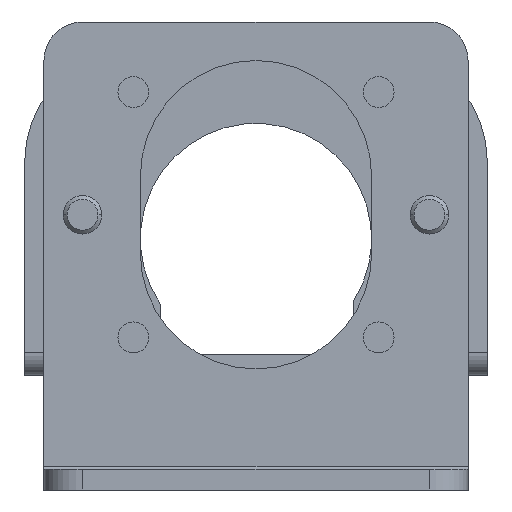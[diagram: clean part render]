
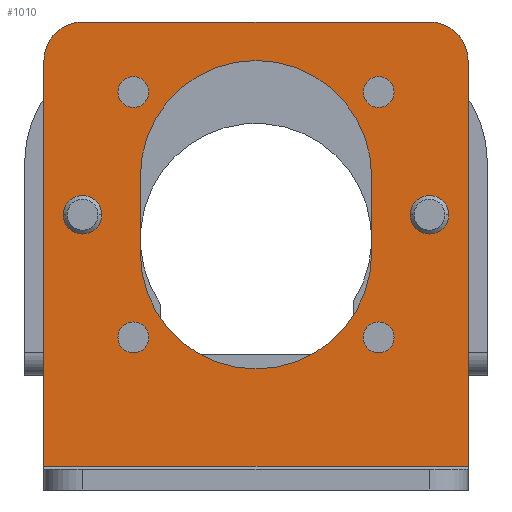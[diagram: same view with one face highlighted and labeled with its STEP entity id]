
A CAD part, front view. The second image highlights one B-rep face of the part: STEP entity #1010.
In plain terms, the highlighted planar face has unit normal (0, -1, 0).
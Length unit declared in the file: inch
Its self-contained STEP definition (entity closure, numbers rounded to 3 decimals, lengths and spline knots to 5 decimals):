
#5=DIRECTION('',(0.,0.,-1.));
#6=VECTOR('',#5,2.63);
#7=CARTESIAN_POINT('',(-1.375,-0.135,2.785));
#8=LINE('',#7,#6);
#117=DIRECTION('',(0.,0.,-1.));
#118=VECTOR('',#117,0.5);
#119=CARTESIAN_POINT('',(0.75,-0.135,2.035));
#120=LINE('',#119,#118);
#121=CARTESIAN_POINT('',(0.,-0.135,2.035));
#122=DIRECTION('',(0.,1.,0.));
#123=DIRECTION('',(-1.,0.,0.));
#124=AXIS2_PLACEMENT_3D('',#121,#122,#123);
#126=DIRECTION('',(0.,0.,1.));
#127=VECTOR('',#126,0.5);
#128=CARTESIAN_POINT('',(-0.75,-0.135,1.535));
#129=LINE('',#128,#127);
#130=CARTESIAN_POINT('',(0.,-0.135,1.535));
#131=DIRECTION('',(0.,1.,0.));
#132=DIRECTION('',(1.,0.,0.));
#133=AXIS2_PLACEMENT_3D('',#130,#131,#132);
#135=CARTESIAN_POINT('',(-1.125,-0.135,1.785));
#136=DIRECTION('',(0.,1.,0.));
#137=DIRECTION('',(-1.,0.,0.));
#138=AXIS2_PLACEMENT_3D('',#135,#136,#137);
#140=CARTESIAN_POINT('',(-1.125,-0.135,1.785));
#141=DIRECTION('',(0.,1.,0.));
#142=DIRECTION('',(1.,0.,0.));
#143=AXIS2_PLACEMENT_3D('',#140,#141,#142);
#145=CARTESIAN_POINT('',(1.125,-0.135,1.785));
#146=DIRECTION('',(0.,1.,0.));
#147=DIRECTION('',(-1.,0.,0.));
#148=AXIS2_PLACEMENT_3D('',#145,#146,#147);
#150=CARTESIAN_POINT('',(1.125,-0.135,1.785));
#151=DIRECTION('',(0.,1.,0.));
#152=DIRECTION('',(1.,0.,0.));
#153=AXIS2_PLACEMENT_3D('',#150,#151,#152);
#155=CARTESIAN_POINT('',(0.7955,-0.135,2.5805));
#156=DIRECTION('',(0.,1.,0.));
#157=DIRECTION('',(-1.,0.,0.));
#158=AXIS2_PLACEMENT_3D('',#155,#156,#157);
#160=CARTESIAN_POINT('',(0.7955,-0.135,2.5805));
#161=DIRECTION('',(0.,1.,0.));
#162=DIRECTION('',(1.,0.,0.));
#163=AXIS2_PLACEMENT_3D('',#160,#161,#162);
#165=CARTESIAN_POINT('',(-0.7955,-0.135,2.5805));
#166=DIRECTION('',(0.,1.,0.));
#167=DIRECTION('',(-1.,0.,0.));
#168=AXIS2_PLACEMENT_3D('',#165,#166,#167);
#170=CARTESIAN_POINT('',(-0.7955,-0.135,2.5805));
#171=DIRECTION('',(0.,1.,0.));
#172=DIRECTION('',(1.,0.,0.));
#173=AXIS2_PLACEMENT_3D('',#170,#171,#172);
#175=CARTESIAN_POINT('',(-0.7955,-0.135,0.9895));
#176=DIRECTION('',(0.,1.,0.));
#177=DIRECTION('',(-1.,0.,0.));
#178=AXIS2_PLACEMENT_3D('',#175,#176,#177);
#180=CARTESIAN_POINT('',(-0.7955,-0.135,0.9895));
#181=DIRECTION('',(0.,1.,0.));
#182=DIRECTION('',(1.,0.,0.));
#183=AXIS2_PLACEMENT_3D('',#180,#181,#182);
#185=CARTESIAN_POINT('',(0.7955,-0.135,0.9895));
#186=DIRECTION('',(0.,1.,0.));
#187=DIRECTION('',(-1.,0.,0.));
#188=AXIS2_PLACEMENT_3D('',#185,#186,#187);
#190=CARTESIAN_POINT('',(0.7955,-0.135,0.9895));
#191=DIRECTION('',(0.,1.,0.));
#192=DIRECTION('',(1.,0.,0.));
#193=AXIS2_PLACEMENT_3D('',#190,#191,#192);
#195=DIRECTION('',(1.,0.,0.));
#196=VECTOR('',#195,2.25);
#197=CARTESIAN_POINT('',(-1.125,-0.135,3.035));
#198=LINE('',#197,#196);
#268=DIRECTION('',(1.,0.,0.));
#269=VECTOR('',#268,2.75);
#270=CARTESIAN_POINT('',(-1.375,-0.135,0.155));
#271=LINE('',#270,#269);
#589=DIRECTION('',(0.,0.,-1.));
#590=VECTOR('',#589,2.63);
#591=CARTESIAN_POINT('',(1.375,-0.135,2.785));
#592=LINE('',#591,#590);
#601=CARTESIAN_POINT('',(1.125,-0.135,2.785));
#602=DIRECTION('',(0.,-1.,0.));
#603=DIRECTION('',(1.,0.,0.));
#604=AXIS2_PLACEMENT_3D('',#601,#602,#603);
#632=CARTESIAN_POINT('',(-1.125,-0.135,2.785));
#633=DIRECTION('',(0.,-1.,0.));
#634=DIRECTION('',(0.,0.,1.));
#635=AXIS2_PLACEMENT_3D('',#632,#633,#634);
#637=CARTESIAN_POINT('',(0.75,-0.135,2.035));
#638=CARTESIAN_POINT('',(0.75,-0.135,1.535));
#639=VERTEX_POINT('',#637);
#640=VERTEX_POINT('',#638);
#641=CARTESIAN_POINT('',(-0.75,-0.135,1.535));
#642=VERTEX_POINT('',#641);
#643=CARTESIAN_POINT('',(-0.75,-0.135,2.035));
#644=VERTEX_POINT('',#643);
#734=CARTESIAN_POINT('',(1.375,-0.135,2.785));
#736=VERTEX_POINT('',#734);
#737=CARTESIAN_POINT('',(1.125,-0.135,3.035));
#738=VERTEX_POINT('',#737);
#741=CARTESIAN_POINT('',(-1.375,-0.135,2.785));
#743=VERTEX_POINT('',#741);
#747=CARTESIAN_POINT('',(-1.125,-0.135,3.035));
#748=VERTEX_POINT('',#747);
#769=CARTESIAN_POINT('',(-1.375,-0.135,0.155));
#770=CARTESIAN_POINT('',(1.375,-0.135,0.155));
#771=VERTEX_POINT('',#769);
#772=VERTEX_POINT('',#770);
#781=CARTESIAN_POINT('',(-1.225,-0.135,1.785));
#782=CARTESIAN_POINT('',(-1.025,-0.135,1.785));
#783=VERTEX_POINT('',#781);
#784=VERTEX_POINT('',#782);
#785=CARTESIAN_POINT('',(1.025,-0.135,1.785));
#786=CARTESIAN_POINT('',(1.225,-0.135,1.785));
#787=VERTEX_POINT('',#785);
#788=VERTEX_POINT('',#786);
#789=CARTESIAN_POINT('',(0.6955,-0.135,2.5805));
#790=CARTESIAN_POINT('',(0.8955,-0.135,2.5805));
#791=VERTEX_POINT('',#789);
#792=VERTEX_POINT('',#790);
#793=CARTESIAN_POINT('',(-0.8955,-0.135,2.5805));
#794=CARTESIAN_POINT('',(-0.6955,-0.135,2.5805));
#795=VERTEX_POINT('',#793);
#796=VERTEX_POINT('',#794);
#797=CARTESIAN_POINT('',(-0.8955,-0.135,0.9895));
#798=CARTESIAN_POINT('',(-0.6955,-0.135,0.9895));
#799=VERTEX_POINT('',#797);
#800=VERTEX_POINT('',#798);
#801=CARTESIAN_POINT('',(0.6955,-0.135,0.9895));
#802=CARTESIAN_POINT('',(0.8955,-0.135,0.9895));
#803=VERTEX_POINT('',#801);
#804=VERTEX_POINT('',#802);
#947=CARTESIAN_POINT('',(-1.375,-0.135,3.035));
#948=DIRECTION('',(0.,-1.,0.));
#949=DIRECTION('',(0.,0.,-1.));
#950=AXIS2_PLACEMENT_3D('',#947,#948,#949);
#951=PLANE('',#950);
#953=ORIENTED_EDGE('',*,*,#952,.F.);
#954=ORIENTED_EDGE('',*,*,#840,.F.);
#956=ORIENTED_EDGE('',*,*,#955,.F.);
#958=ORIENTED_EDGE('',*,*,#957,.T.);
#960=ORIENTED_EDGE('',*,*,#959,.F.);
#962=ORIENTED_EDGE('',*,*,#961,.T.);
#963=EDGE_LOOP('',(#953,#954,#956,#958,#960,#962));
#964=FACE_OUTER_BOUND('',#963,.F.);
#966=ORIENTED_EDGE('',*,*,#965,.F.);
#968=ORIENTED_EDGE('',*,*,#967,.F.);
#969=EDGE_LOOP('',(#966,#968));
#970=FACE_BOUND('',#969,.F.);
#972=ORIENTED_EDGE('',*,*,#971,.F.);
#974=ORIENTED_EDGE('',*,*,#973,.F.);
#975=EDGE_LOOP('',(#972,#974));
#976=FACE_BOUND('',#975,.F.);
#978=ORIENTED_EDGE('',*,*,#977,.F.);
#980=ORIENTED_EDGE('',*,*,#979,.F.);
#981=EDGE_LOOP('',(#978,#980));
#982=FACE_BOUND('',#981,.F.);
#984=ORIENTED_EDGE('',*,*,#983,.F.);
#986=ORIENTED_EDGE('',*,*,#985,.F.);
#987=EDGE_LOOP('',(#984,#986));
#988=FACE_BOUND('',#987,.F.);
#990=ORIENTED_EDGE('',*,*,#989,.F.);
#992=ORIENTED_EDGE('',*,*,#991,.F.);
#993=EDGE_LOOP('',(#990,#992));
#994=FACE_BOUND('',#993,.F.);
#996=ORIENTED_EDGE('',*,*,#995,.F.);
#998=ORIENTED_EDGE('',*,*,#997,.F.);
#999=EDGE_LOOP('',(#996,#998));
#1000=FACE_BOUND('',#999,.F.);
#1001=ORIENTED_EDGE('',*,*,#937,.F.);
#1003=ORIENTED_EDGE('',*,*,#1002,.F.);
#1005=ORIENTED_EDGE('',*,*,#1004,.F.);
#1007=ORIENTED_EDGE('',*,*,#1006,.F.);
#1008=EDGE_LOOP('',(#1001,#1003,#1005,#1007));
#1009=FACE_BOUND('',#1008,.F.);
#1010=ADVANCED_FACE('',(#964,#970,#976,#982,#988,#994,#1000,#1009),#951,.T.);
#125=CIRCLE('',#124,0.75);
#134=CIRCLE('',#133,0.75);
#139=CIRCLE('',#138,0.1);
#144=CIRCLE('',#143,0.1);
#149=CIRCLE('',#148,0.1);
#154=CIRCLE('',#153,0.1);
#159=CIRCLE('',#158,0.1);
#164=CIRCLE('',#163,0.1);
#169=CIRCLE('',#168,0.1);
#174=CIRCLE('',#173,0.1);
#179=CIRCLE('',#178,0.1);
#184=CIRCLE('',#183,0.1);
#189=CIRCLE('',#188,0.1);
#194=CIRCLE('',#193,0.1);
#605=CIRCLE('',#604,0.25);
#636=CIRCLE('',#635,0.25);
#840=EDGE_CURVE('',#743,#771,#8,.T.);
#937=EDGE_CURVE('',#639,#640,#120,.T.);
#952=EDGE_CURVE('',#771,#772,#271,.T.);
#955=EDGE_CURVE('',#748,#743,#636,.T.);
#957=EDGE_CURVE('',#748,#738,#198,.T.);
#959=EDGE_CURVE('',#736,#738,#605,.T.);
#961=EDGE_CURVE('',#736,#772,#592,.T.);
#965=EDGE_CURVE('',#783,#784,#139,.T.);
#967=EDGE_CURVE('',#784,#783,#144,.T.);
#971=EDGE_CURVE('',#787,#788,#149,.T.);
#973=EDGE_CURVE('',#788,#787,#154,.T.);
#977=EDGE_CURVE('',#791,#792,#159,.T.);
#979=EDGE_CURVE('',#792,#791,#164,.T.);
#983=EDGE_CURVE('',#795,#796,#169,.T.);
#985=EDGE_CURVE('',#796,#795,#174,.T.);
#989=EDGE_CURVE('',#799,#800,#179,.T.);
#991=EDGE_CURVE('',#800,#799,#184,.T.);
#995=EDGE_CURVE('',#803,#804,#189,.T.);
#997=EDGE_CURVE('',#804,#803,#194,.T.);
#1002=EDGE_CURVE('',#644,#639,#125,.T.);
#1004=EDGE_CURVE('',#642,#644,#129,.T.);
#1006=EDGE_CURVE('',#640,#642,#134,.T.);
